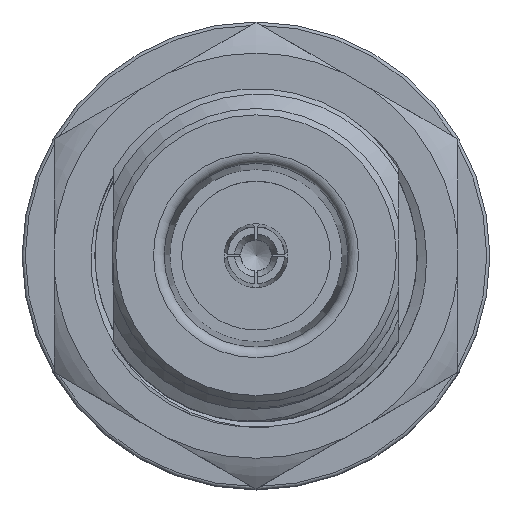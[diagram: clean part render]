
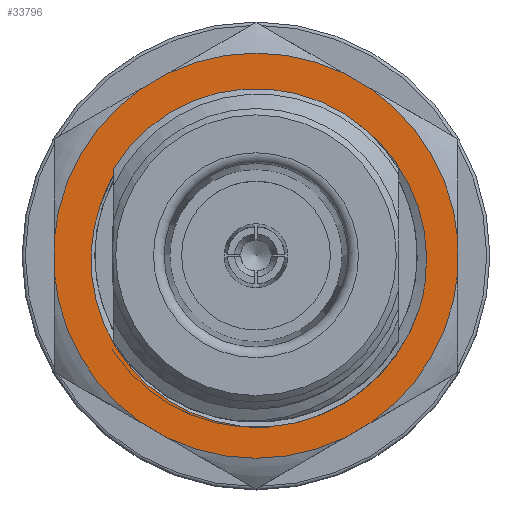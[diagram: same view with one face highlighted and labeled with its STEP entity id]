
A CAD part, top view. The second image highlights one B-rep face of the part: STEP entity #33796.
In plain terms, the highlighted face is planar.
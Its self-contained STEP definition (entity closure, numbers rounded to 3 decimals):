
#4310=B_SPLINE_CURVE_WITH_KNOTS('',3,(#122731,#122732,#122733,#122734,#122735,
#122736,#122737),.UNSPECIFIED.,.F.,.F.,(4,1,1,1,4),(0.,
0.004,0.008,0.012,0.015),
 .UNSPECIFIED.);
#4311=B_SPLINE_CURVE_WITH_KNOTS('',3,(#122741,#122742,#122743,#122744,#122745,
#122746,#122747,#122748),.UNSPECIFIED.,.F.,.F.,(4,1,1,1,1,4),(0.005,
0.009,0.012,0.016,0.018,
0.02),.UNSPECIFIED.);
#7183=LINE('',#122749,#7638);
#7184=LINE('',#122754,#7639);
#7185=LINE('',#122758,#7640);
#7186=LINE('',#122762,#7641);
#7187=LINE('',#122766,#7642);
#7188=LINE('',#122770,#7643);
#7638=VECTOR('',#37731,1000.);
#7639=VECTOR('',#37734,1000.);
#7640=VECTOR('',#37737,1000.);
#7641=VECTOR('',#37740,1000.);
#7642=VECTOR('',#37743,1000.);
#7643=VECTOR('',#37746,1000.);
#17784=ORIENTED_EDGE('',*,*,#22994,.T.);
#17785=ORIENTED_EDGE('',*,*,#22995,.T.);
#17786=ORIENTED_EDGE('',*,*,#22996,.T.);
#17787=ORIENTED_EDGE('',*,*,#22997,.T.);
#17788=ORIENTED_EDGE('',*,*,#22998,.T.);
#17789=ORIENTED_EDGE('',*,*,#22999,.T.);
#17790=ORIENTED_EDGE('',*,*,#23000,.T.);
#17791=ORIENTED_EDGE('',*,*,#23001,.T.);
#17792=ORIENTED_EDGE('',*,*,#23002,.T.);
#17793=ORIENTED_EDGE('',*,*,#23003,.T.);
#17794=ORIENTED_EDGE('',*,*,#23004,.T.);
#17795=ORIENTED_EDGE('',*,*,#23005,.T.);
#17796=ORIENTED_EDGE('',*,*,#23006,.T.);
#17797=ORIENTED_EDGE('',*,*,#23007,.T.);
#17798=ORIENTED_EDGE('',*,*,#23008,.T.);
#17799=ORIENTED_EDGE('',*,*,#23009,.T.);
#22994=EDGE_CURVE('',#25809,#25810,#26206,.T.);
#22995=EDGE_CURVE('',#25810,#25811,#4310,.T.);
#22996=EDGE_CURVE('',#25811,#25812,#26207,.T.);
#22997=EDGE_CURVE('',#25812,#25809,#4311,.T.);
#22998=EDGE_CURVE('',#25813,#25814,#7183,.T.);
#22999=EDGE_CURVE('',#25814,#25815,#26208,.F.);
#23000=EDGE_CURVE('',#25815,#25816,#7184,.T.);
#23001=EDGE_CURVE('',#25816,#25817,#26209,.F.);
#23002=EDGE_CURVE('',#25817,#25818,#7185,.T.);
#23003=EDGE_CURVE('',#25818,#25819,#26210,.F.);
#23004=EDGE_CURVE('',#25819,#25820,#7186,.T.);
#23005=EDGE_CURVE('',#25820,#25821,#26211,.F.);
#23006=EDGE_CURVE('',#25821,#25822,#7187,.T.);
#23007=EDGE_CURVE('',#25822,#25823,#26212,.F.);
#23008=EDGE_CURVE('',#25823,#25824,#7188,.T.);
#23009=EDGE_CURVE('',#25824,#25813,#26213,.F.);
#25809=VERTEX_POINT('',#122729);
#25810=VERTEX_POINT('',#122730);
#25811=VERTEX_POINT('',#122738);
#25812=VERTEX_POINT('',#122740);
#25813=VERTEX_POINT('',#122750);
#25814=VERTEX_POINT('',#122751);
#25815=VERTEX_POINT('',#122753);
#25816=VERTEX_POINT('',#122755);
#25817=VERTEX_POINT('',#122757);
#25818=VERTEX_POINT('',#122759);
#25819=VERTEX_POINT('',#122761);
#25820=VERTEX_POINT('',#122763);
#25821=VERTEX_POINT('',#122765);
#25822=VERTEX_POINT('',#122767);
#25823=VERTEX_POINT('',#122769);
#25824=VERTEX_POINT('',#122771);
#26206=CIRCLE('',#35028,8.08);
#26207=CIRCLE('',#35029,7.7);
#26208=CIRCLE('',#35030,9.526);
#26209=CIRCLE('',#35031,9.526);
#26210=CIRCLE('',#35032,9.526);
#26211=CIRCLE('',#35033,9.526);
#26212=CIRCLE('',#35034,9.526);
#26213=CIRCLE('',#35035,9.526);
#28723=EDGE_LOOP('',(#17784,#17785,#17786,#17787));
#28724=EDGE_LOOP('',(#17788,#17789,#17790,#17791,#17792,#17793,#17794,#17795,
#17796,#17797,#17798,#17799));
#31256=FACE_BOUND('',#28723,.T.);
#31257=FACE_BOUND('',#28724,.T.);
#31374=PLANE('',#35027);
#33796=ADVANCED_FACE('',(#31256,#31257),#31374,.F.);
#35027=AXIS2_PLACEMENT_3D('',#122727,#37725,#37726);
#35028=AXIS2_PLACEMENT_3D('',#122728,#37727,#37728);
#35029=AXIS2_PLACEMENT_3D('',#122739,#37729,#37730);
#35030=AXIS2_PLACEMENT_3D('',#122752,#37732,#37733);
#35031=AXIS2_PLACEMENT_3D('',#122756,#37735,#37736);
#35032=AXIS2_PLACEMENT_3D('',#122760,#37738,#37739);
#35033=AXIS2_PLACEMENT_3D('',#122764,#37741,#37742);
#35034=AXIS2_PLACEMENT_3D('',#122768,#37744,#37745);
#35035=AXIS2_PLACEMENT_3D('',#122772,#37747,#37748);
#37725=DIRECTION('',(0.,1.,0.));
#37726=DIRECTION('',(0.,0.,1.));
#37727=DIRECTION('',(0.,1.,0.));
#37728=DIRECTION('',(0.,0.,1.));
#37729=DIRECTION('',(0.,1.,0.));
#37730=DIRECTION('',(0.,0.,1.));
#37731=DIRECTION('',(-1.,0.,0.));
#37732=DIRECTION('',(0.,1.,0.));
#37733=DIRECTION('',(0.,0.,1.));
#37734=DIRECTION('',(-0.5,0.,-0.866));
#37735=DIRECTION('',(0.,1.,0.));
#37736=DIRECTION('',(0.,0.,1.));
#37737=DIRECTION('',(0.5,0.,-0.866));
#37738=DIRECTION('',(0.,1.,0.));
#37739=DIRECTION('',(0.,0.,1.));
#37740=DIRECTION('',(1.,0.,0.));
#37741=DIRECTION('',(0.,1.,0.));
#37742=DIRECTION('',(0.,0.,1.));
#37743=DIRECTION('',(0.5,0.,0.866));
#37744=DIRECTION('',(0.,1.,0.));
#37745=DIRECTION('',(0.,0.,1.));
#37746=DIRECTION('',(-0.5,0.,0.866));
#37747=DIRECTION('',(0.,1.,0.));
#37748=DIRECTION('',(0.,0.,1.));
#122727=CARTESIAN_POINT('',(0.,-1.55,0.));
#122728=CARTESIAN_POINT('',(0.,-1.55,0.));
#122729=CARTESIAN_POINT('',(-2.366,-1.55,-7.726));
#122730=CARTESIAN_POINT('',(-8.064,-1.55,-0.512));
#122731=CARTESIAN_POINT('',(-8.064,-1.55,-0.512));
#122732=CARTESIAN_POINT('',(-8.113,-1.55,0.778));
#122733=CARTESIAN_POINT('',(-7.587,-1.55,3.354));
#122734=CARTESIAN_POINT('',(-5.104,-1.55,6.432));
#122735=CARTESIAN_POINT('',(-1.474,-1.55,7.977));
#122736=CARTESIAN_POINT('',(1.165,-1.55,7.751));
#122737=CARTESIAN_POINT('',(2.369,-1.55,7.327));
#122738=CARTESIAN_POINT('',(2.369,-1.55,7.327));
#122739=CARTESIAN_POINT('',(0.,-1.55,0.));
#122740=CARTESIAN_POINT('',(7.676,-1.55,0.605));
#122741=CARTESIAN_POINT('',(7.676,-1.55,0.605));
#122742=CARTESIAN_POINT('',(7.81,-1.55,-0.667));
#122743=CARTESIAN_POINT('',(7.434,-1.55,-3.277));
#122744=CARTESIAN_POINT('',(5.058,-1.55,-6.464));
#122745=CARTESIAN_POINT('',(2.1,-1.55,-7.885));
#122746=CARTESIAN_POINT('',(-0.486,-1.55,-8.095));
#122747=CARTESIAN_POINT('',(-1.743,-1.55,-7.9));
#122748=CARTESIAN_POINT('',(-2.366,-1.55,-7.726));
#122749=CARTESIAN_POINT('',(5.485,-1.55,9.5));
#122750=CARTESIAN_POINT('',(0.704,-1.55,9.5));
#122751=CARTESIAN_POINT('',(-0.704,-1.55,9.5));
#122752=CARTESIAN_POINT('',(0.,-1.55,0.));
#122753=CARTESIAN_POINT('',(-7.875,-1.55,5.36));
#122754=CARTESIAN_POINT('',(-5.485,-1.55,9.5));
#122755=CARTESIAN_POINT('',(-8.579,-1.55,4.14));
#122756=CARTESIAN_POINT('',(0.,-1.55,0.));
#122757=CARTESIAN_POINT('',(-8.579,-1.55,-4.14));
#122758=CARTESIAN_POINT('',(-10.97,-1.55,0.));
#122759=CARTESIAN_POINT('',(-7.875,-1.55,-5.36));
#122760=CARTESIAN_POINT('',(0.,-1.55,0.));
#122761=CARTESIAN_POINT('',(-0.704,-1.55,-9.5));
#122762=CARTESIAN_POINT('',(-5.485,-1.55,-9.5));
#122763=CARTESIAN_POINT('',(0.704,-1.55,-9.5));
#122764=CARTESIAN_POINT('',(0.,-1.55,0.));
#122765=CARTESIAN_POINT('',(7.875,-1.55,-5.36));
#122766=CARTESIAN_POINT('',(5.485,-1.55,-9.5));
#122767=CARTESIAN_POINT('',(8.579,-1.55,-4.14));
#122768=CARTESIAN_POINT('',(0.,-1.55,0.));
#122769=CARTESIAN_POINT('',(8.579,-1.55,4.14));
#122770=CARTESIAN_POINT('',(10.97,-1.55,0.));
#122771=CARTESIAN_POINT('',(7.875,-1.55,5.36));
#122772=CARTESIAN_POINT('',(0.,-1.55,0.));
